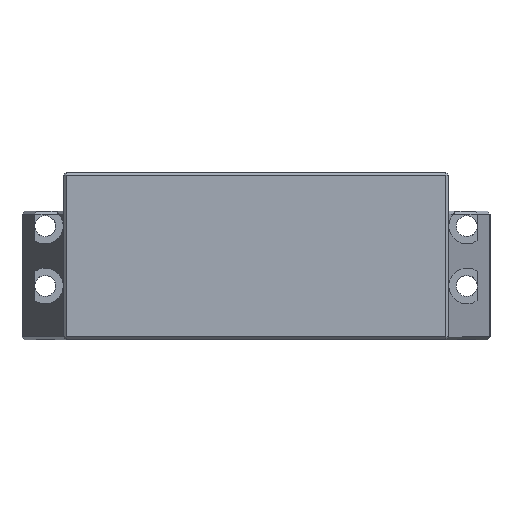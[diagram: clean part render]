
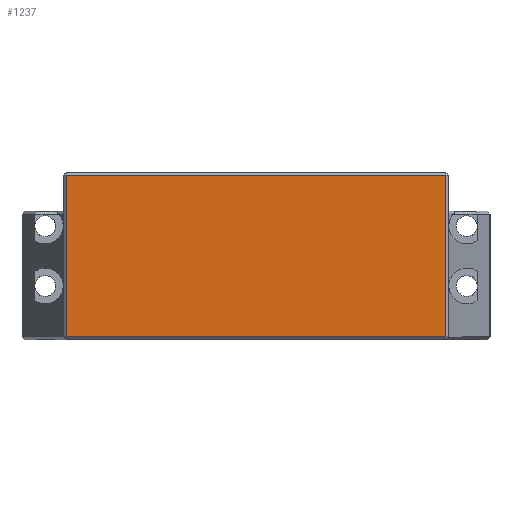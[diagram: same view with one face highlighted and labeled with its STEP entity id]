
A CAD part, top view. The second image highlights one B-rep face of the part: STEP entity #1237.
In plain terms, the highlighted planar face has unit normal (0, 0, 1).
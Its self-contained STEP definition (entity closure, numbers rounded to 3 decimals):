
#83=FACE_OUTER_BOUND('',#155,.T.);
#155=EDGE_LOOP('',(#992,#993,#994,#995));
#261=LINE('',#1870,#411);
#270=LINE('',#1888,#420);
#272=LINE('',#1891,#422);
#277=LINE('',#1900,#427);
#411=VECTOR('',#1511,10.);
#420=VECTOR('',#1526,10.);
#422=VECTOR('',#1530,10.);
#427=VECTOR('',#1539,10.);
#544=VERTEX_POINT('',#1853);
#548=VERTEX_POINT('',#1861);
#552=VERTEX_POINT('',#1876);
#555=VERTEX_POINT('',#1883);
#676=EDGE_CURVE('',#544,#548,#261,.T.);
#685=EDGE_CURVE('',#548,#555,#270,.T.);
#687=EDGE_CURVE('',#555,#552,#272,.T.);
#692=EDGE_CURVE('',#552,#544,#277,.T.);
#992=ORIENTED_EDGE('',*,*,#676,.F.);
#993=ORIENTED_EDGE('',*,*,#692,.F.);
#994=ORIENTED_EDGE('',*,*,#687,.F.);
#995=ORIENTED_EDGE('',*,*,#685,.F.);
#1173=PLANE('',#1338);
#1237=ADVANCED_FACE('',(#83),#1173,.T.);
#1338=AXIS2_PLACEMENT_3D('',#1981,#1616,#1617);
#1511=DIRECTION('',(0.,-1.,0.));
#1526=DIRECTION('',(-1.,0.,0.));
#1530=DIRECTION('',(0.,1.,0.));
#1539=DIRECTION('',(1.,0.,0.));
#1616=DIRECTION('center_axis',(0.,0.,1.));
#1617=DIRECTION('ref_axis',(1.,0.,0.));
#1853=CARTESIAN_POINT('',(31.7,-0.5,83.5));
#1861=CARTESIAN_POINT('',(31.7,-27.5,83.5));
#1870=CARTESIAN_POINT('',(31.7,-28.,83.5));
#1876=CARTESIAN_POINT('',(-31.7,-0.5,83.5));
#1883=CARTESIAN_POINT('',(-31.7,-27.5,83.5));
#1888=CARTESIAN_POINT('',(-16.1,-27.5,83.5));
#1891=CARTESIAN_POINT('',(-31.7,-28.,83.5));
#1900=CARTESIAN_POINT('',(-16.1,-0.5,83.5));
#1981=CARTESIAN_POINT('Origin',(-32.2,-28.,83.5));
